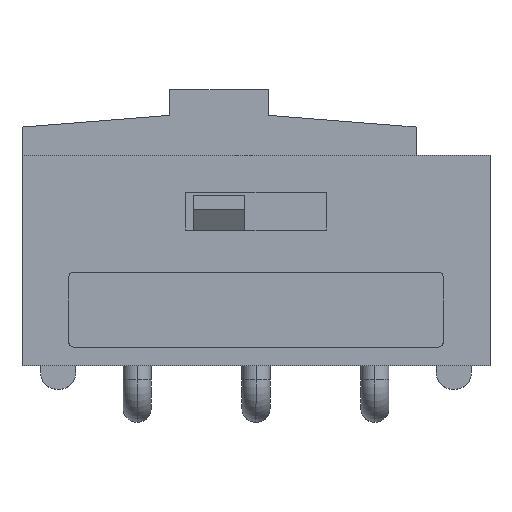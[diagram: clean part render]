
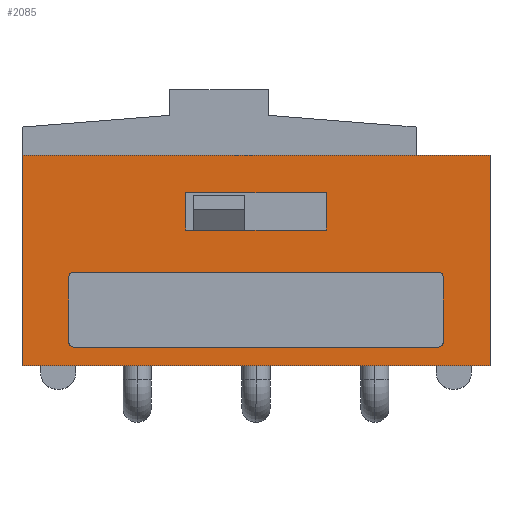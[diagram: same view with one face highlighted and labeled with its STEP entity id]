
A CAD part, top view. The second image highlights one B-rep face of the part: STEP entity #2085.
In plain terms, the highlighted planar face has unit normal (0, 0, 1).
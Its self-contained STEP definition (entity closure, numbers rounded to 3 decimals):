
#2085 = ADVANCED_FACE('',(#2086,#2120,#2154),#2224,.T.);
#2086 = FACE_BOUND('',#2087,.T.);
#2087 = EDGE_LOOP('',(#2088,#2098,#2106,#2114));
#2088 = ORIENTED_EDGE('',*,*,#2089,.T.);
#2089 = EDGE_CURVE('',#2090,#2092,#2094,.T.);
#2090 = VERTEX_POINT('',#2091);
#2091 = CARTESIAN_POINT('',(-6.706,1.755,
    13.379));
#2092 = VERTEX_POINT('',#2093);
#2093 = CARTESIAN_POINT('',(3.294,1.755,
    13.379));
#2094 = LINE('',#2095,#2096);
#2095 = CARTESIAN_POINT('',(-6.706,1.755,
    13.379));
#2096 = VECTOR('',#2097,1.);
#2097 = DIRECTION('',(1.,0.,0.));
#2098 = ORIENTED_EDGE('',*,*,#2099,.T.);
#2099 = EDGE_CURVE('',#2092,#2100,#2102,.T.);
#2100 = VERTEX_POINT('',#2101);
#2101 = CARTESIAN_POINT('',(3.294,6.255,
    13.379));
#2102 = LINE('',#2103,#2104);
#2103 = CARTESIAN_POINT('',(3.294,6.255,
    13.379));
#2104 = VECTOR('',#2105,1.);
#2105 = DIRECTION('',(0.,1.,0.));
#2106 = ORIENTED_EDGE('',*,*,#2107,.T.);
#2107 = EDGE_CURVE('',#2100,#2108,#2110,.T.);
#2108 = VERTEX_POINT('',#2109);
#2109 = CARTESIAN_POINT('',(-6.706,6.255,
    13.379));
#2110 = LINE('',#2111,#2112);
#2111 = CARTESIAN_POINT('',(-6.706,6.255,
    13.379));
#2112 = VECTOR('',#2113,1.);
#2113 = DIRECTION('',(-1.,-0.,-0.));
#2114 = ORIENTED_EDGE('',*,*,#2115,.T.);
#2115 = EDGE_CURVE('',#2108,#2090,#2116,.T.);
#2116 = LINE('',#2117,#2118);
#2117 = CARTESIAN_POINT('',(-6.706,6.255,
    13.379));
#2118 = VECTOR('',#2119,1.);
#2119 = DIRECTION('',(0.,-1.,0.));
#2120 = FACE_BOUND('',#2121,.T.);
#2121 = EDGE_LOOP('',(#2122,#2132,#2140,#2148));
#2122 = ORIENTED_EDGE('',*,*,#2123,.F.);
#2123 = EDGE_CURVE('',#2124,#2126,#2128,.T.);
#2124 = VERTEX_POINT('',#2125);
#2125 = CARTESIAN_POINT('',(-3.206,4.655,
    13.379));
#2126 = VERTEX_POINT('',#2127);
#2127 = CARTESIAN_POINT('',(-0.206,4.655,
    13.379));
#2128 = LINE('',#2129,#2130);
#2129 = CARTESIAN_POINT('',(-3.206,4.655,
    13.379));
#2130 = VECTOR('',#2131,1.);
#2131 = DIRECTION('',(1.,0.,0.));
#2132 = ORIENTED_EDGE('',*,*,#2133,.F.);
#2133 = EDGE_CURVE('',#2134,#2124,#2136,.T.);
#2134 = VERTEX_POINT('',#2135);
#2135 = CARTESIAN_POINT('',(-3.206,5.455,
    13.379));
#2136 = LINE('',#2137,#2138);
#2137 = CARTESIAN_POINT('',(-3.206,5.455,
    13.379));
#2138 = VECTOR('',#2139,1.);
#2139 = DIRECTION('',(0.,-1.,0.));
#2140 = ORIENTED_EDGE('',*,*,#2141,.F.);
#2141 = EDGE_CURVE('',#2142,#2134,#2144,.T.);
#2142 = VERTEX_POINT('',#2143);
#2143 = CARTESIAN_POINT('',(-0.206,5.455,
    13.379));
#2144 = LINE('',#2145,#2146);
#2145 = CARTESIAN_POINT('',(-3.206,5.455,
    13.379));
#2146 = VECTOR('',#2147,1.);
#2147 = DIRECTION('',(-1.,-0.,-0.));
#2148 = ORIENTED_EDGE('',*,*,#2149,.F.);
#2149 = EDGE_CURVE('',#2126,#2142,#2150,.T.);
#2150 = LINE('',#2151,#2152);
#2151 = CARTESIAN_POINT('',(-0.206,5.455,
    13.379));
#2152 = VECTOR('',#2153,1.);
#2153 = DIRECTION('',(0.,1.,0.));
#2154 = FACE_BOUND('',#2155,.T.);
#2155 = EDGE_LOOP('',(#2156,#2166,#2175,#2183,#2192,#2200,#2209,#2217));
#2156 = ORIENTED_EDGE('',*,*,#2157,.F.);
#2157 = EDGE_CURVE('',#2158,#2160,#2162,.T.);
#2158 = VERTEX_POINT('',#2159);
#2159 = CARTESIAN_POINT('',(-5.706,3.655,
    13.379));
#2160 = VERTEX_POINT('',#2161);
#2161 = CARTESIAN_POINT('',(-5.706,2.255,
    13.379));
#2162 = LINE('',#2163,#2164);
#2163 = CARTESIAN_POINT('',(-5.706,1.755,
    13.379));
#2164 = VECTOR('',#2165,1.);
#2165 = DIRECTION('',(0.,-1.,0.));
#2166 = ORIENTED_EDGE('',*,*,#2167,.T.);
#2167 = EDGE_CURVE('',#2158,#2168,#2170,.T.);
#2168 = VERTEX_POINT('',#2169);
#2169 = CARTESIAN_POINT('',(-5.606,3.755,
    13.379));
#2170 = CIRCLE('',#2171,0.1);
#2171 = AXIS2_PLACEMENT_3D('',#2172,#2173,#2174);
#2172 = CARTESIAN_POINT('',(-5.606,3.655,
    13.379));
#2173 = DIRECTION('',(0.,0.,-1.));
#2174 = DIRECTION('',(1.,0.,0.));
#2175 = ORIENTED_EDGE('',*,*,#2176,.T.);
#2176 = EDGE_CURVE('',#2168,#2177,#2179,.T.);
#2177 = VERTEX_POINT('',#2178);
#2178 = CARTESIAN_POINT('',(2.194,3.755,
    13.379));
#2179 = LINE('',#2180,#2181);
#2180 = CARTESIAN_POINT('',(-1.706,3.755,
    13.379));
#2181 = VECTOR('',#2182,1.);
#2182 = DIRECTION('',(1.,0.,0.));
#2183 = ORIENTED_EDGE('',*,*,#2184,.T.);
#2184 = EDGE_CURVE('',#2177,#2185,#2187,.T.);
#2185 = VERTEX_POINT('',#2186);
#2186 = CARTESIAN_POINT('',(2.294,3.655,
    13.379));
#2187 = CIRCLE('',#2188,0.1);
#2188 = AXIS2_PLACEMENT_3D('',#2189,#2190,#2191);
#2189 = CARTESIAN_POINT('',(2.194,3.655,
    13.379));
#2190 = DIRECTION('',(0.,-0.,-1.));
#2191 = DIRECTION('',(1.,0.,0.));
#2192 = ORIENTED_EDGE('',*,*,#2193,.T.);
#2193 = EDGE_CURVE('',#2185,#2194,#2196,.T.);
#2194 = VERTEX_POINT('',#2195);
#2195 = CARTESIAN_POINT('',(2.294,2.255,
    13.379));
#2196 = LINE('',#2197,#2198);
#2197 = CARTESIAN_POINT('',(2.294,1.755,
    13.379));
#2198 = VECTOR('',#2199,1.);
#2199 = DIRECTION('',(0.,-1.,0.));
#2200 = ORIENTED_EDGE('',*,*,#2201,.T.);
#2201 = EDGE_CURVE('',#2194,#2202,#2204,.T.);
#2202 = VERTEX_POINT('',#2203);
#2203 = CARTESIAN_POINT('',(2.194,2.155,
    13.379));
#2204 = CIRCLE('',#2205,0.1);
#2205 = AXIS2_PLACEMENT_3D('',#2206,#2207,#2208);
#2206 = CARTESIAN_POINT('',(2.194,2.255,
    13.379));
#2207 = DIRECTION('',(0.,0.,-1.));
#2208 = DIRECTION('',(1.,0.,0.));
#2209 = ORIENTED_EDGE('',*,*,#2210,.F.);
#2210 = EDGE_CURVE('',#2211,#2202,#2213,.T.);
#2211 = VERTEX_POINT('',#2212);
#2212 = CARTESIAN_POINT('',(-5.606,2.155,
    13.379));
#2213 = LINE('',#2214,#2215);
#2214 = CARTESIAN_POINT('',(-1.706,2.155,
    13.379));
#2215 = VECTOR('',#2216,1.);
#2216 = DIRECTION('',(1.,0.,0.));
#2217 = ORIENTED_EDGE('',*,*,#2218,.T.);
#2218 = EDGE_CURVE('',#2211,#2160,#2219,.T.);
#2219 = CIRCLE('',#2220,0.1);
#2220 = AXIS2_PLACEMENT_3D('',#2221,#2222,#2223);
#2221 = CARTESIAN_POINT('',(-5.606,2.255,
    13.379));
#2222 = DIRECTION('',(0.,0.,-1.));
#2223 = DIRECTION('',(1.,0.,0.));
#2224 = PLANE('',#2225);
#2225 = AXIS2_PLACEMENT_3D('',#2226,#2227,#2228);
#2226 = CARTESIAN_POINT('',(-5.956,1.605,
    13.379));
#2227 = DIRECTION('',(0.,0.,1.));
#2228 = DIRECTION('',(1.,0.,-0.));
